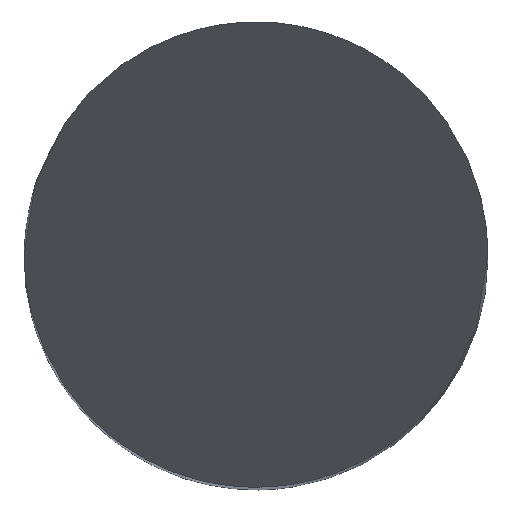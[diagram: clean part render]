
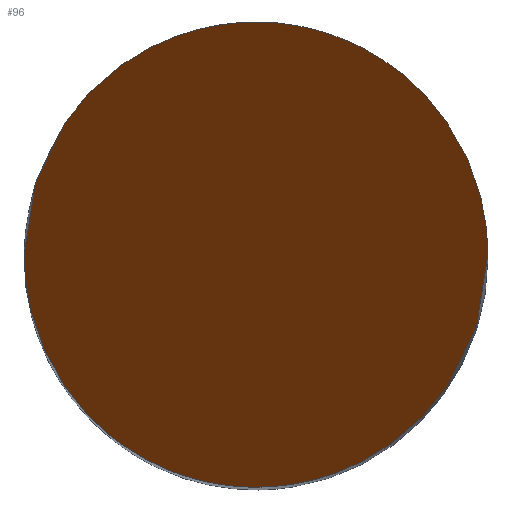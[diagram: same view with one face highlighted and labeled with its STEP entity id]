
A CAD part, top view. The second image highlights one B-rep face of the part: STEP entity #96.
In plain terms, the highlighted planar face has unit normal (0, -0.866, 0.5).
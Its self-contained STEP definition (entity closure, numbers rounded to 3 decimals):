
#96=ADVANCED_FACE('',(#146),#122,.F.);
#122=PLANE('',#712);
#146=FACE_OUTER_BOUND('',#184,.T.);
#184=EDGE_LOOP('',(#326,#327));
#326=ORIENTED_EDGE('',*,*,#526,.F.);
#327=ORIENTED_EDGE('',*,*,#546,.F.);
#459=VERTEX_POINT('',#1249);
#460=VERTEX_POINT('',#1250);
#526=EDGE_CURVE('',#459,#460,#648,.T.);
#546=EDGE_CURVE('',#460,#459,#652,.T.);
#648=(
BOUNDED_CURVE()
B_SPLINE_CURVE(3,(#1245,#1246,#1247,#1248),.UNSPECIFIED.,.F.,.F.)
B_SPLINE_CURVE_WITH_KNOTS((4,4),(0.,1.),.UNSPECIFIED.)
CURVE()
GEOMETRIC_REPRESENTATION_ITEM()
RATIONAL_B_SPLINE_CURVE((1.,0.333,0.333,1.))
REPRESENTATION_ITEM('')
);
#652=(
BOUNDED_CURVE()
B_SPLINE_CURVE(3,(#1335,#1336,#1337,#1338),.UNSPECIFIED.,.F.,.F.)
B_SPLINE_CURVE_WITH_KNOTS((4,4),(0.,1.),.UNSPECIFIED.)
CURVE()
GEOMETRIC_REPRESENTATION_ITEM()
RATIONAL_B_SPLINE_CURVE((1.,0.333,0.333,1.))
REPRESENTATION_ITEM('')
);
#712=AXIS2_PLACEMENT_3D('',#1359,#800,#801);
#800=DIRECTION('',(0.,0.866,-0.5));
#801=DIRECTION('',(0.,0.5,0.866));
#1245=CARTESIAN_POINT('',(-2.,0.,0.));
#1246=CARTESIAN_POINT('',(-2.,4.,6.928));
#1247=CARTESIAN_POINT('',(2.,4.,6.928));
#1248=CARTESIAN_POINT('',(2.,0.,0.));
#1249=CARTESIAN_POINT('',(-2.,0.,0.));
#1250=CARTESIAN_POINT('',(2.,0.,0.));
#1335=CARTESIAN_POINT('',(2.,0.,0.));
#1336=CARTESIAN_POINT('',(2.,-4.,-6.928));
#1337=CARTESIAN_POINT('',(-2.,-4.,-6.928));
#1338=CARTESIAN_POINT('',(-2.,0.,0.));
#1359=CARTESIAN_POINT('',(2.,2.,3.464));
